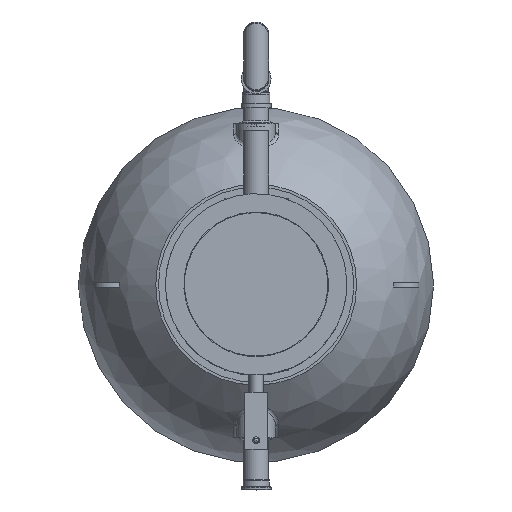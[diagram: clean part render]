
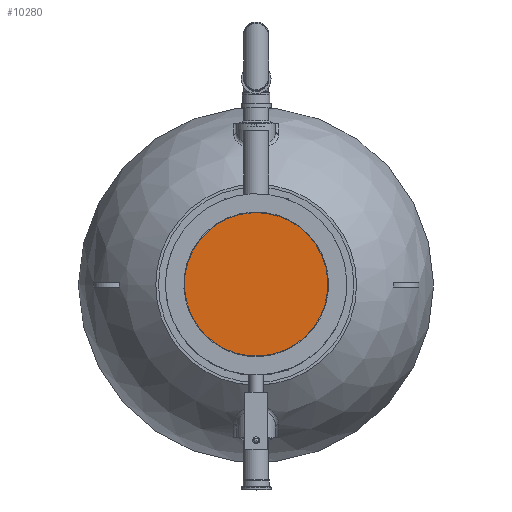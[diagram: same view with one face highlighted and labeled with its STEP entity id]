
A CAD part, top view. The second image highlights one B-rep face of the part: STEP entity #10280.
In plain terms, the highlighted planar face has unit normal (0, 0, 1).
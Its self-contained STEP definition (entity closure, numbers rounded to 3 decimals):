
#2620=ORIENTED_EDGE('',*,*,#4866,.F.);
#4866=EDGE_CURVE('',#6107,#6107,#7018,.T.);
#6107=VERTEX_POINT('',#17937);
#7018=CIRCLE('',#11600,312.5);
#7850=EDGE_LOOP('',(#2620));
#9004=FACE_BOUND('',#7850,.T.);
#9836=PLANE('',#11602);
#10280=ADVANCED_FACE('',(#9004),#9836,.F.);
#11600=AXIS2_PLACEMENT_3D('',#17936,#13710,#13711);
#11602=AXIS2_PLACEMENT_3D('',#17940,#13714,#13715);
#13710=DIRECTION('',(0.,0.,-1.));
#13711=DIRECTION('',(1.,0.,0.));
#13714=DIRECTION('',(0.,0.,-1.));
#13715=DIRECTION('',(-1.,0.,0.));
#17936=CARTESIAN_POINT('',(0.,0.,40.));
#17937=CARTESIAN_POINT('',(312.5,0.,40.));
#17940=CARTESIAN_POINT('',(0.,0.,40.));
